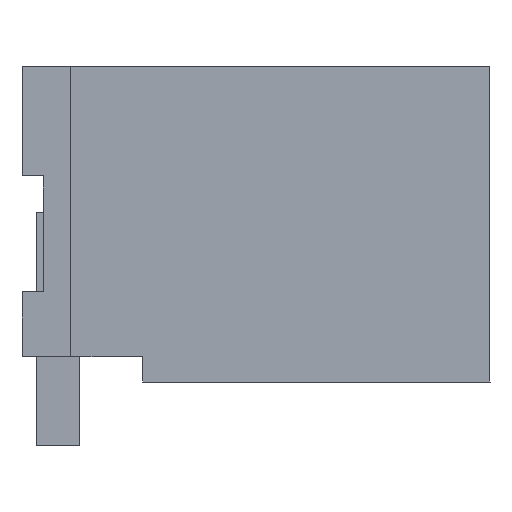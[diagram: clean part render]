
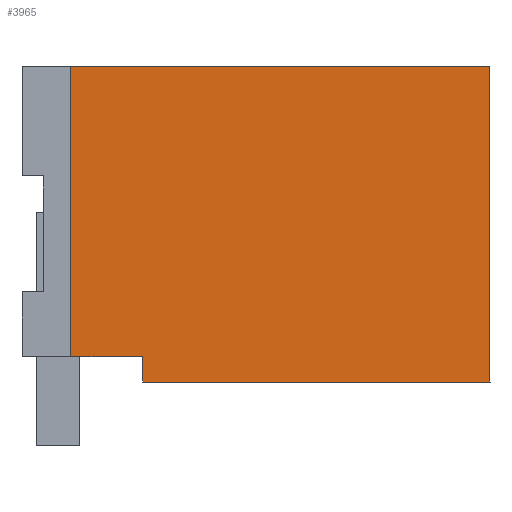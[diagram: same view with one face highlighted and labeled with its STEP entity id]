
A CAD part, left-side view. The second image highlights one B-rep face of the part: STEP entity #3965.
In plain terms, the highlighted planar face has unit normal (-1, 0, 0).
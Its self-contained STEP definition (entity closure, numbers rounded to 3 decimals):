
#3943=AXIS2_PLACEMENT_3D('Plane Axis2P3D',#3940,#3941,#3942) ;
#695=CARTESIAN_POINT('Vertex',(0.,8.2,2.1)) ;
#698=CARTESIAN_POINT('Line Origine',(0.,9.05,2.1)) ;
#702=CARTESIAN_POINT('Vertex',(0.,9.9,2.1)) ;
#898=CARTESIAN_POINT('Line Origine',(0.,9.9,5.525)) ;
#902=CARTESIAN_POINT('Vertex',(0.,9.9,8.95)) ;
#1301=CARTESIAN_POINT('Line Origine',(0.,4.95,8.95)) ;
#1305=CARTESIAN_POINT('Vertex',(0.,0.,8.95)) ;
#3924=CARTESIAN_POINT('Vertex',(0.,8.2,1.5)) ;
#3927=CARTESIAN_POINT('Line Origine',(0.,8.2,1.8)) ;
#3940=CARTESIAN_POINT('Axis2P3D Location',(0.,11.05,-1.55)) ;
#3945=CARTESIAN_POINT('Line Origine',(0.,4.1,1.5)) ;
#3949=CARTESIAN_POINT('Vertex',(0.,0.,1.5)) ;
#3952=CARTESIAN_POINT('Line Origine',(0.,0.,5.225)) ;
#699=DIRECTION('Vector Direction',(0.,-1.,0.)) ;
#899=DIRECTION('Vector Direction',(0.,0.,-1.)) ;
#1302=DIRECTION('Vector Direction',(0.,1.,0.)) ;
#3928=DIRECTION('Vector Direction',(0.,0.,1.)) ;
#3941=DIRECTION('Axis2P3D Direction',(-1.,0.,0.)) ;
#3942=DIRECTION('Axis2P3D XDirection',(0.,-1.,0.)) ;
#3946=DIRECTION('Vector Direction',(0.,1.,0.)) ;
#3953=DIRECTION('Vector Direction',(0.,0.,-1.)) ;
#700=VECTOR('Line Direction',#699,1.) ;
#900=VECTOR('Line Direction',#899,1.) ;
#1303=VECTOR('Line Direction',#1302,1.) ;
#3929=VECTOR('Line Direction',#3928,1.) ;
#3947=VECTOR('Line Direction',#3946,1.) ;
#3954=VECTOR('Line Direction',#3953,1.) ;
#3958=ORIENTED_EDGE('',*,*,#704,.T.) ;
#3959=ORIENTED_EDGE('',*,*,#3931,.F.) ;
#3960=ORIENTED_EDGE('',*,*,#3951,.T.) ;
#3961=ORIENTED_EDGE('',*,*,#3956,.T.) ;
#3962=ORIENTED_EDGE('',*,*,#1307,.T.) ;
#3963=ORIENTED_EDGE('',*,*,#904,.T.) ;
#3965=ADVANCED_FACE('HOUSING',(#3964),#3944,.T.) ;
#704=EDGE_CURVE('',#703,#696,#701,.T.) ;
#904=EDGE_CURVE('',#903,#703,#901,.T.) ;
#1307=EDGE_CURVE('',#1306,#903,#1304,.T.) ;
#3931=EDGE_CURVE('',#3925,#696,#3930,.T.) ;
#3951=EDGE_CURVE('',#3925,#3950,#3948,.F.) ;
#3956=EDGE_CURVE('',#3950,#1306,#3955,.F.) ;
#3957=EDGE_LOOP('',(#3958,#3959,#3960,#3961,#3962,#3963)) ;
#3964=FACE_OUTER_BOUND('',#3957,.T.) ;
#701=LINE('Line',#698,#700) ;
#901=LINE('Line',#898,#900) ;
#1304=LINE('Line',#1301,#1303) ;
#3930=LINE('Line',#3927,#3929) ;
#3948=LINE('Line',#3945,#3947) ;
#3955=LINE('Line',#3952,#3954) ;
#3944=PLANE('',#3943) ;
#696=VERTEX_POINT('',#695) ;
#703=VERTEX_POINT('',#702) ;
#903=VERTEX_POINT('',#902) ;
#1306=VERTEX_POINT('',#1305) ;
#3925=VERTEX_POINT('',#3924) ;
#3950=VERTEX_POINT('',#3949) ;
